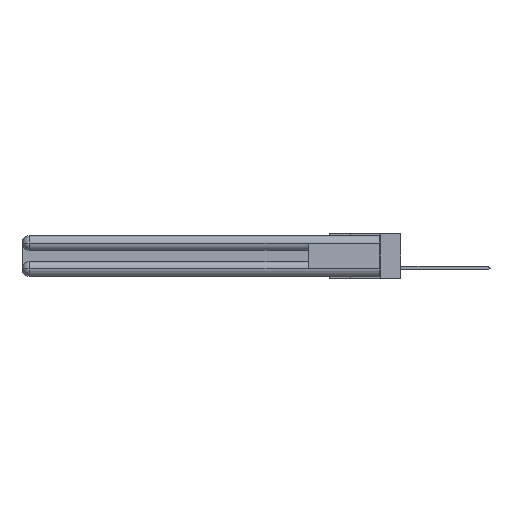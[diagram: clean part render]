
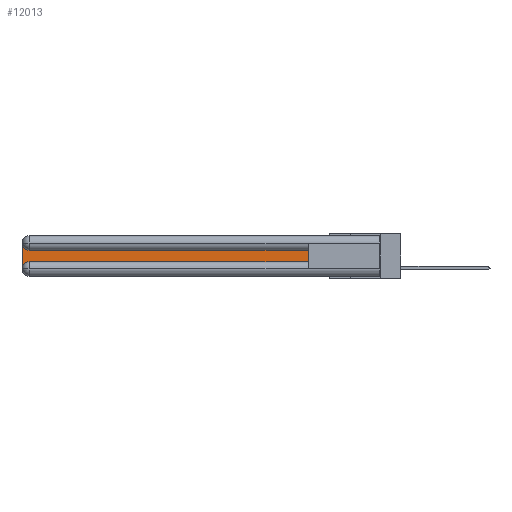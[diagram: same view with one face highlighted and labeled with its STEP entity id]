
A CAD part, left-side view. The second image highlights one B-rep face of the part: STEP entity #12013.
In plain terms, the highlighted planar face has unit normal (-1, 0, 0).
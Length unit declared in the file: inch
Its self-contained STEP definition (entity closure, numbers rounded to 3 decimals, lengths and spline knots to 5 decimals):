
#192 = EDGE_CURVE ( 'NONE', #9753, #26642, #12696, .T. ) ;
#363 = CARTESIAN_POINT ( 'NONE',  ( 0.075, 3., -0.2175 ) ) ;
#835 = AXIS2_PLACEMENT_3D ( 'NONE', #31332, #8690, #13730 ) ;
#895 = PLANE ( 'NONE',  #835 ) ;
#1467 = DIRECTION ( 'NONE',  ( 1., 0., 0. ) ) ;
#2248 = DIRECTION ( 'NONE',  ( 0., -1., 0. ) ) ;
#3929 = CARTESIAN_POINT ( 'NONE',  ( 0.075, 0.6, -0.2175 ) ) ;
#3968 = ORIENTED_EDGE ( 'NONE', *, *, #29124, .T. ) ;
#4412 = DIRECTION ( 'NONE',  ( 0., 1., 0. ) ) ;
#7289 = LINE ( 'NONE', #16827, #22591 ) ;
#8382 = VERTEX_POINT ( 'NONE', #15998 ) ;
#8409 = ORIENTED_EDGE ( 'NONE', *, *, #192, .T. ) ;
#8633 = ORIENTED_EDGE ( 'NONE', *, *, #21478, .T. ) ;
#8690 = DIRECTION ( 'NONE',  ( 1., 0., 0. ) ) ;
#8835 = CIRCLE ( 'NONE', #24765, 0.06 ) ;
#8870 = ORIENTED_EDGE ( 'NONE', *, *, #17534, .T. ) ;
#9753 = VERTEX_POINT ( 'NONE', #22161 ) ;
#9790 = CARTESIAN_POINT ( 'NONE',  ( 0.075, 3., -0.2775 ) ) ;
#11909 = DIRECTION ( 'NONE',  ( 0., 0., -1. ) ) ;
#12013 = ADVANCED_FACE ( 'NONE', ( #28679 ), #895, .F. ) ;
#12341 = CARTESIAN_POINT ( 'NONE',  ( 0.075, 2.94, -0.2175 ) ) ;
#12449 = EDGE_LOOP ( 'NONE', ( #8633, #19842, #8870, #3968, #16806, #8409 ) ) ;
#12696 = LINE ( 'NONE', #14567, #18598 ) ;
#13498 = VERTEX_POINT ( 'NONE', #18107 ) ;
#13730 = DIRECTION ( 'NONE',  ( 0., 0., -1. ) ) ;
#13975 = LINE ( 'NONE', #3929, #27372 ) ;
#14567 = CARTESIAN_POINT ( 'NONE',  ( 0.075, 0.6, -0.2175 ) ) ;
#14690 = VECTOR ( 'NONE', #25653, 39.37008 ) ;
#15325 = DIRECTION ( 'NONE',  ( 0., 0., -1. ) ) ;
#15998 = CARTESIAN_POINT ( 'NONE',  ( 0.075, 2.94, -0.1225 ) ) ;
#16806 = ORIENTED_EDGE ( 'NONE', *, *, #29569, .T. ) ;
#16827 = CARTESIAN_POINT ( 'NONE',  ( 0.075, 0.6, -0.1225 ) ) ;
#17534 = EDGE_CURVE ( 'NONE', #13498, #28752, #31214, .T. ) ;
#17782 = CARTESIAN_POINT ( 'NONE',  ( 0.075, 2.94, -0.2775 ) ) ;
#18107 = CARTESIAN_POINT ( 'NONE',  ( 0.075, 3., -0.0625 ) ) ;
#18573 = AXIS2_PLACEMENT_3D ( 'NONE', #17782, #20626, #15325 ) ;
#18598 = VECTOR ( 'NONE', #22613, 39.37008 ) ;
#19842 = ORIENTED_EDGE ( 'NONE', *, *, #20861, .T. ) ;
#20626 = DIRECTION ( 'NONE',  ( 1., 0., 0. ) ) ;
#20861 = EDGE_CURVE ( 'NONE', #8382, #13498, #8835, .T. ) ;
#21478 = EDGE_CURVE ( 'NONE', #26642, #8382, #7289, .T. ) ;
#22161 = CARTESIAN_POINT ( 'NONE',  ( 0.075, 0.6, -0.2175 ) ) ;
#22591 = VECTOR ( 'NONE', #4412, 39.37008 ) ;
#22613 = DIRECTION ( 'NONE',  ( 0., 0., 1. ) ) ;
#24765 = AXIS2_PLACEMENT_3D ( 'NONE', #26995, #1467, #11909 ) ;
#25653 = DIRECTION ( 'NONE',  ( 0., 0., -1. ) ) ;
#26642 = VERTEX_POINT ( 'NONE', #28825 ) ;
#26995 = CARTESIAN_POINT ( 'NONE',  ( 0.075, 2.94, -0.0625 ) ) ;
#27372 = VECTOR ( 'NONE', #2248, 39.37008 ) ;
#28431 = CIRCLE ( 'NONE', #18573, 0.06 ) ;
#28679 = FACE_OUTER_BOUND ( 'NONE', #12449, .T. ) ;
#28752 = VERTEX_POINT ( 'NONE', #9790 ) ;
#28825 = CARTESIAN_POINT ( 'NONE',  ( 0.075, 0.6, -0.1225 ) ) ;
#29124 = EDGE_CURVE ( 'NONE', #28752, #30594, #28431, .T. ) ;
#29569 = EDGE_CURVE ( 'NONE', #30594, #9753, #13975, .T. ) ;
#30594 = VERTEX_POINT ( 'NONE', #12341 ) ;
#31214 = LINE ( 'NONE', #363, #14690 ) ;
#31332 = CARTESIAN_POINT ( 'NONE',  ( 0.075, 3., -0.1225 ) ) ;
